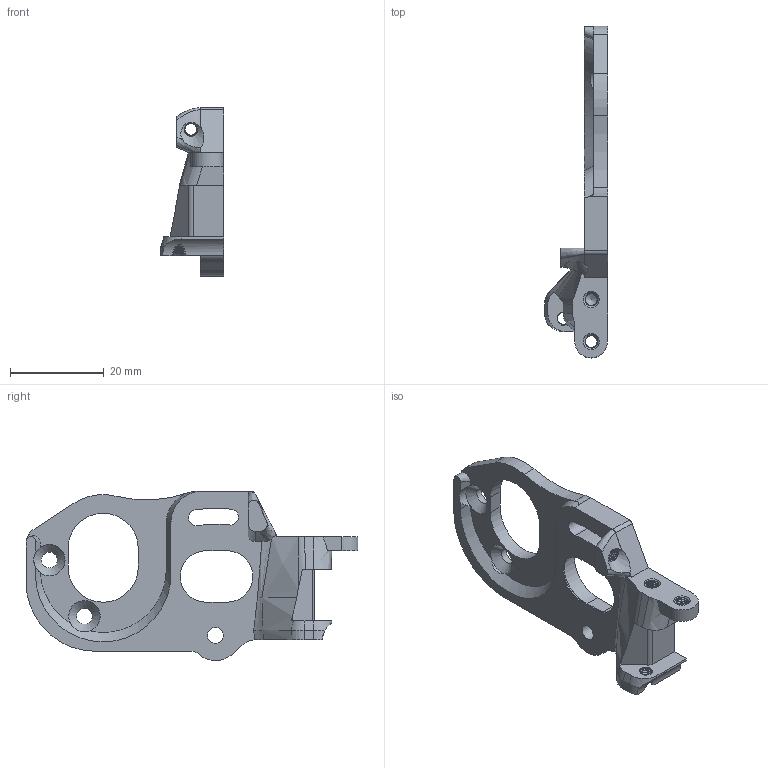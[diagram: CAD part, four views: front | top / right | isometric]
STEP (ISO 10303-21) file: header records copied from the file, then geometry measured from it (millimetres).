
FILE_DESCRIPTION(('FreeCAD Model'),'2;1');
FILE_NAME('Open CASCADE Shape Model','2025-05-29T14:34:27',(''),(''), 'Open CASCADE STEP processor 7.8','FreeCAD','Unknown');
FILE_SCHEMA(('AUTOMOTIVE_DESIGN { 1 0 10303 214 1 1 1 1 }'));
Length unit declared in the file: millimetre
Products named in the file (1): Pod-right
Bounding box: 13.5 x 70.99 x 36.17 mm (x, y, z)
Volume: 6905 mm3; surface area: 5299.3 mm2
Topology: 1 solids, 1 shells, 390 faces, 946 edges, 554 vertices
Faces by surface type: bspline 248, cylinder 91, plane 34, cone 15, torus 2
Full cylindrical faces by diameter (mm): 2.52 x51, 3.4 x3
Entity records: 34541 total; most frequent: CARTESIAN_POINT 27475, ORIENTED_EDGE 1888, EDGE_CURVE 944, DIRECTION 693, B_SPLINE_CURVE_WITH_KNOTS 644, VERTEX_POINT 554, FACE_BOUND 406, EDGE_LOOP 406
